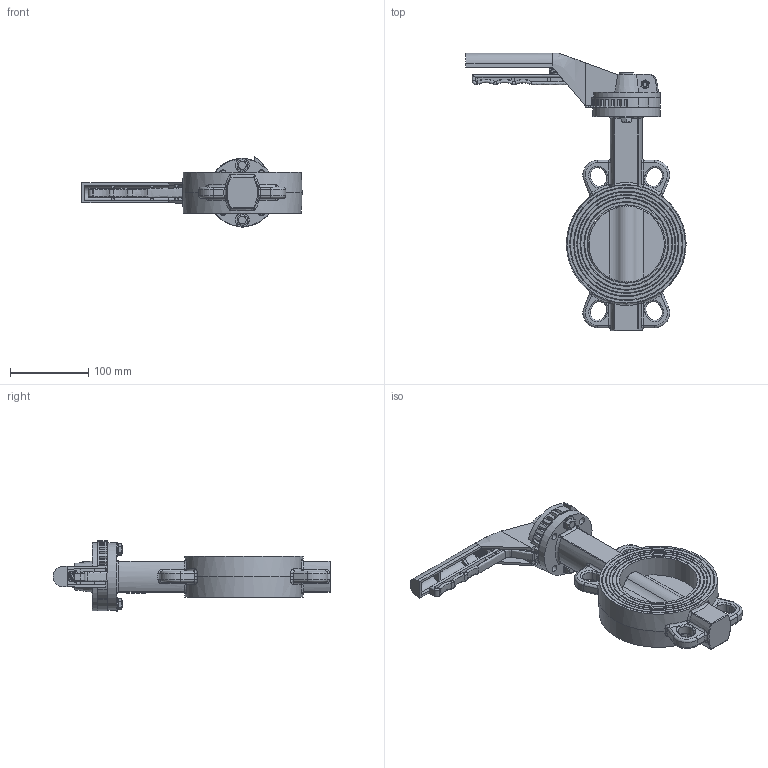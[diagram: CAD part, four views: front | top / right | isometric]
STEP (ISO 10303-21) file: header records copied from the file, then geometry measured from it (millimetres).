
FILE_DESCRIPTION(/* description */ ('1111100'),/* implementation_level */ '2;1');
FILE_NAME(/* name */ '1111100.stp',/* time_stamp */ '2019-05-03T11:20:32+02:00',/* author */ ('jmorand'),/* organization */ ('Sferaco'),/* preprocessor_version */ 'ST-DEVELOPER v17.2',/* originating_system */ 'Autodesk Inventor 2019',/* authorisation */ '');
FILE_SCHEMA (('AUTOMOTIVE_DESIGN { 1 0 10303 214 3 1 1 }'));
Products named in the file (1): 1111100_Shrinkwrap_1
Bounding box: 281.5 x 355 x 89.79 mm (x, y, z)
Volume: 1118182.1 mm3; surface area: 267230.7 mm2
Topology: 17 solids, 17 shells, 1824 faces, 4933 edges, 3191 vertices
Faces by surface type: plane 850, cylinder 493, bspline 211, torus 155, cone 95, sphere 20
Full cylindrical faces by diameter (mm): 4.7 x2, 6 x4, 6.2 x9, 6.6 x2, 7 x8, 7.4 x1, 8 x3, 8.5 x8, 9 x6, 10 x2, 10.2 x8, 13 x2, 13.1 x1, 14.8 x1, 15.3 x1, 15.75 x1, 16 x4, 17 x1, 17.2 x3, 18 x2, 18.1 x1, 18.5 x1, 24 x3, 26.2 x1, 32 x2, 86.3 x1, 100.1 x1
Entity records: 81244 total; most frequent: CARTESIAN_POINT 33631, ORIENTED_EDGE 9836, DIRECTION 9334, EDGE_CURVE 4918, AXIS2_PLACEMENT_3D 3390, VERTEX_POINT 3191, LINE 2554, VECTOR 2554
